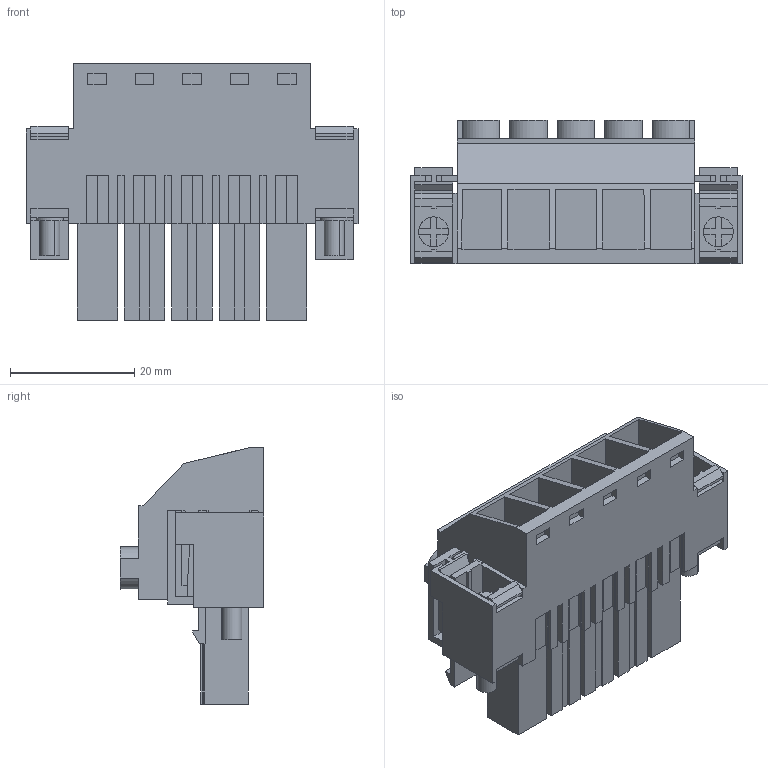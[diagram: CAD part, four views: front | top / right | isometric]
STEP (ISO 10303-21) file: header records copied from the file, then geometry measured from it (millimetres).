
FILE_DESCRIPTION(('CATIA V5 STEP','CAx-IF Rec.Pracs.--- Model Styling and Organization---1.2---2011-12-15'),'2;1');
FILE_NAME ('D1459358_0_1930190000_1930190000.stp','2017-07-31T10:53:59+00:00',('none'),('Weidmueller'),'CATIA Version 5-6 Release 2014','CATIA V5 STEP AP214','none');
FILE_SCHEMA(('AUTOMOTIVE_DESIGN { 1 0 10303 214 1 1 1 1 }'));
Length unit declared in the file: millimetre
Products named in the file (1): 1930190000
Bounding box: 53.34 x 23.1 x 41.15 mm (x, y, z)
Volume: 19402.2 mm3; surface area: 14853.9 mm2
Topology: 10 solids, 10 shells, 667 faces, 1872 edges, 1254 vertices
Faces by surface type: plane 616, cylinder 51
Entity records: 19666 total; most frequent: ORIENTED_EDGE 3744, CARTESIAN_POINT 3579, DIRECTION 2600, EDGE_CURVE 1872, VECTOR 1690, LINE 1690, VERTEX_POINT 1254, EDGE_LOOP 704
